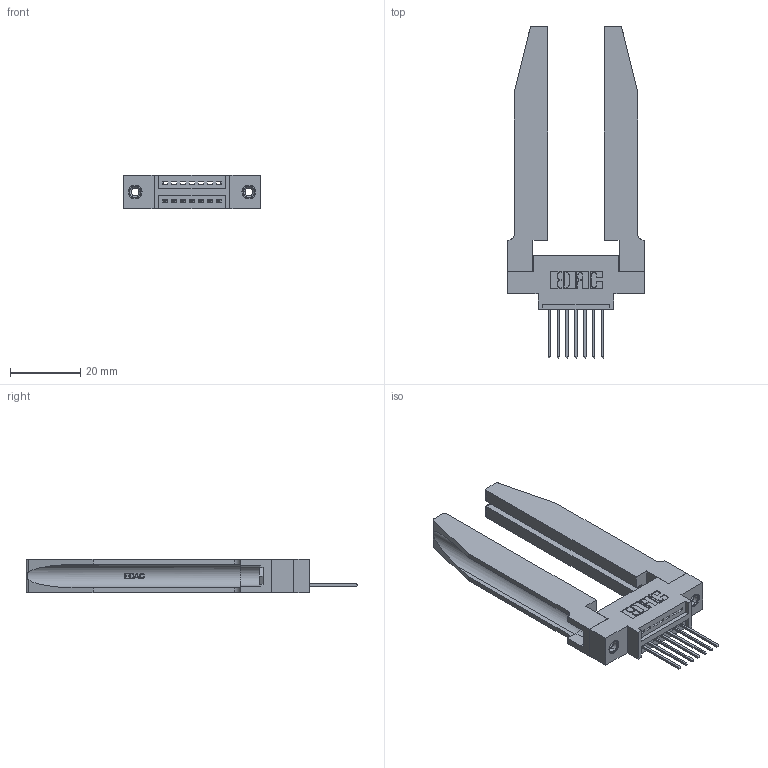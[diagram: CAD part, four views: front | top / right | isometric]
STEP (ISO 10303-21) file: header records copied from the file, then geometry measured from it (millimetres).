
FILE_DESCRIPTION (( 'STEP AP203' ), '1' );
FILE_NAME ('395-007-540-678.STEP', '2019-10-15T17:38:38', ( '' ), ( '' ), 'SwSTEP 2.0', 'SolidWorks 2016', '' );
FILE_SCHEMA (( 'CONFIG_CONTROL_DESIGN' ));
Length unit declared in the file: inch
Products named in the file (5): 345-250-001_345-250-001-102; 345 Part_0.170 Offset - 0.156 Dia-TH; 395-007-540-678; 345-292-001_345-293-140; 345-220-078_345-220-078
Assembly tree (12 placements, depth 2):
  395-007-540-678
    345 Part_0.170 Offset - 0.156 Dia-TH
    345-292-001_345-293-140  x7
    345-250-001_345-250-001-102  x2
    345-220-078_345-220-078  x2
Bounding box: 39.01 x 94.41 x 9.4 mm (x, y, z)
Volume: 11085.5 mm3; surface area: 10970 mm2
Topology: 12 solids, 12 shells, 770 faces, 2193 edges, 1442 vertices
Faces by surface type: plane 506, cylinder 212, bspline 36, cone 12, torus 4
Entity records: 14870 total; most frequent: CARTESIAN_POINT 3476, ORIENTED_EDGE 2314, DIRECTION 2093, EDGE_CURVE 1157, LINE 903, VECTOR 903, VERTEX_POINT 764, AXIS2_PLACEMENT_3D 595
